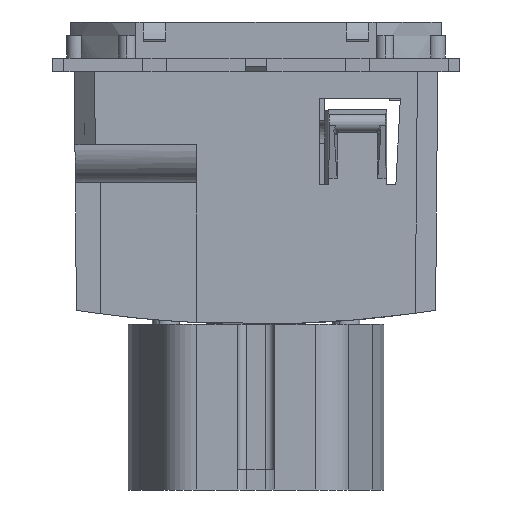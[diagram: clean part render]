
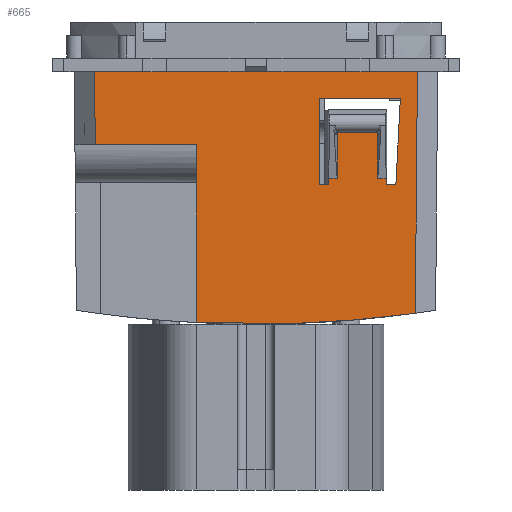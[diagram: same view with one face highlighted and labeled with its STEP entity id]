
A CAD part, front view. The second image highlights one B-rep face of the part: STEP entity #665.
In plain terms, the highlighted planar face has unit normal (0, -1, -0.009).
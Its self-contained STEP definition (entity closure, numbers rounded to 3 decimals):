
#491=AXIS2_PLACEMENT_3D('Plane Axis2P3D',#488,#489,#490) ;
#128=CARTESIAN_POINT('Vertex',(-17.829,-20.079,-8.1)) ;
#131=CARTESIAN_POINT('Line Origine',(-17.778,-20.028,-13.994)) ;
#135=CARTESIAN_POINT('Vertex',(-17.9,-20.15,0.)) ;
#177=CARTESIAN_POINT('Line Origine',(-9.55,-20.15,0.)) ;
#181=CARTESIAN_POINT('Vertex',(-1.2,-20.15,0.)) ;
#425=CARTESIAN_POINT('Line Origine',(-12.215,-20.079,-8.1)) ;
#429=CARTESIAN_POINT('Vertex',(-6.6,-20.079,-8.1)) ;
#488=CARTESIAN_POINT('Axis2P3D Location',(0.,-20.15,0.)) ;
#494=CARTESIAN_POINT('Control Point',(17.666,-19.916,-26.798)) ;
#495=CARTESIAN_POINT('Control Point',(17.9,-20.15,0.)) ;
#496=CARTESIAN_POINT('Vertex',(17.666,-19.916,-26.798)) ;
#498=CARTESIAN_POINT('Vertex',(17.9,-20.15,0.)) ;
#501=CARTESIAN_POINT('Line Origine',(0.,-20.15,0.)) ;
#505=CARTESIAN_POINT('Vertex',(1.2,-20.15,0.)) ;
#508=CARTESIAN_POINT('Line Origine',(1.2,-20.028,-13.994)) ;
#512=CARTESIAN_POINT('Vertex',(1.2,-20.15,0.012)) ;
#516=CARTESIAN_POINT('Control Point',(-1.2,-20.15,0.012)) ;
#517=CARTESIAN_POINT('Control Point',(1.2,-20.15,0.012)) ;
#518=CARTESIAN_POINT('Vertex',(-1.2,-20.15,0.012)) ;
#522=CARTESIAN_POINT('Control Point',(-1.2,-20.15,0.)) ;
#523=CARTESIAN_POINT('Control Point',(-1.2,-20.15,0.012)) ;
#525=CARTESIAN_POINT('Line Origine',(-6.6,-20.028,-13.994)) ;
#529=CARTESIAN_POINT('Vertex',(-6.6,-19.907,-27.833)) ;
#533=CARTESIAN_POINT('Control Point',(-6.6,-19.907,-27.833)) ;
#534=CARTESIAN_POINT('Control Point',(1.497,-19.904,-28.243)) ;
#535=CARTESIAN_POINT('Control Point',(9.633,-19.907,-27.896)) ;
#536=CARTESIAN_POINT('Control Point',(17.666,-19.916,-26.798)) ;
#551=CARTESIAN_POINT('Control Point',(9.,-20.089,-7.004)) ;
#552=CARTESIAN_POINT('Control Point',(9.,-20.09,-6.885)) ;
#553=CARTESIAN_POINT('Control Point',(9.068,-20.091,-6.764)) ;
#554=CARTESIAN_POINT('Control Point',(9.19,-20.091,-6.705)) ;
#555=CARTESIAN_POINT('Control Point',(9.31,-20.091,-6.705)) ;
#556=CARTESIAN_POINT('Vertex',(9.,-20.089,-7.004)) ;
#558=CARTESIAN_POINT('Vertex',(9.31,-20.091,-6.705)) ;
#561=CARTESIAN_POINT('Line Origine',(9.,-20.028,-13.994)) ;
#565=CARTESIAN_POINT('Vertex',(9.,-20.047,-11.82)) ;
#568=CARTESIAN_POINT('Line Origine',(0.,-20.047,-11.82)) ;
#572=CARTESIAN_POINT('Vertex',(8.067,-20.047,-11.82)) ;
#576=CARTESIAN_POINT('Control Point',(8.067,-20.041,-12.5)) ;
#577=CARTESIAN_POINT('Control Point',(8.067,-20.047,-11.82)) ;
#578=CARTESIAN_POINT('Vertex',(8.067,-20.041,-12.5)) ;
#581=CARTESIAN_POINT('Line Origine',(0.,-20.041,-12.5)) ;
#585=CARTESIAN_POINT('Vertex',(6.99,-20.041,-12.5)) ;
#588=CARTESIAN_POINT('Line Origine',(6.99,-20.028,-13.994)) ;
#592=CARTESIAN_POINT('Vertex',(6.99,-20.124,-3.)) ;
#595=CARTESIAN_POINT('Line Origine',(0.,-20.124,-3.)) ;
#599=CARTESIAN_POINT('Vertex',(16.008,-20.124,-3.)) ;
#603=CARTESIAN_POINT('Control Point',(15.51,-20.041,-12.5)) ;
#604=CARTESIAN_POINT('Control Point',(16.008,-20.124,-3.)) ;
#605=CARTESIAN_POINT('Vertex',(15.51,-20.041,-12.5)) ;
#608=CARTESIAN_POINT('Line Origine',(0.,-20.041,-12.5)) ;
#612=CARTESIAN_POINT('Vertex',(14.433,-20.041,-12.5)) ;
#616=CARTESIAN_POINT('Control Point',(14.433,-20.041,-12.5)) ;
#617=CARTESIAN_POINT('Control Point',(14.433,-20.047,-11.82)) ;
#618=CARTESIAN_POINT('Vertex',(14.433,-20.047,-11.82)) ;
#621=CARTESIAN_POINT('Line Origine',(0.,-20.047,-11.82)) ;
#625=CARTESIAN_POINT('Vertex',(13.5,-20.047,-11.82)) ;
#628=CARTESIAN_POINT('Line Origine',(13.5,-20.028,-13.994)) ;
#632=CARTESIAN_POINT('Vertex',(13.5,-20.089,-7.004)) ;
#636=CARTESIAN_POINT('Control Point',(13.5,-20.089,-7.004)) ;
#637=CARTESIAN_POINT('Control Point',(13.5,-20.09,-6.885)) ;
#638=CARTESIAN_POINT('Control Point',(13.432,-20.091,-6.764)) ;
#639=CARTESIAN_POINT('Control Point',(13.31,-20.091,-6.705)) ;
#640=CARTESIAN_POINT('Control Point',(13.19,-20.091,-6.705)) ;
#641=CARTESIAN_POINT('Vertex',(13.19,-20.091,-6.705)) ;
#644=CARTESIAN_POINT('Line Origine',(0.,-20.091,-6.705)) ;
#132=DIRECTION('Vector Direction',(0.009,0.009,-1.)) ;
#178=DIRECTION('Vector Direction',(-1.,0.,0.)) ;
#426=DIRECTION('Vector Direction',(-1.,0.,0.)) ;
#489=DIRECTION('Axis2P3D Direction',(0.,-1.,-0.009)) ;
#490=DIRECTION('Axis2P3D XDirection',(1.,0.,0.)) ;
#502=DIRECTION('Vector Direction',(1.,0.,0.)) ;
#509=DIRECTION('Vector Direction',(0.,-0.009,1.)) ;
#526=DIRECTION('Vector Direction',(0.,-0.009,1.)) ;
#562=DIRECTION('Vector Direction',(0.,-0.009,1.)) ;
#569=DIRECTION('Vector Direction',(1.,0.,0.)) ;
#582=DIRECTION('Vector Direction',(1.,0.,0.)) ;
#589=DIRECTION('Vector Direction',(0.,-0.009,1.)) ;
#596=DIRECTION('Vector Direction',(1.,0.,0.)) ;
#609=DIRECTION('Vector Direction',(1.,0.,0.)) ;
#622=DIRECTION('Vector Direction',(1.,0.,0.)) ;
#629=DIRECTION('Vector Direction',(0.,-0.009,1.)) ;
#645=DIRECTION('Vector Direction',(1.,0.,0.)) ;
#133=VECTOR('Line Direction',#132,1.) ;
#179=VECTOR('Line Direction',#178,1.) ;
#427=VECTOR('Line Direction',#426,1.) ;
#503=VECTOR('Line Direction',#502,1.) ;
#510=VECTOR('Line Direction',#509,1.) ;
#527=VECTOR('Line Direction',#526,1.) ;
#563=VECTOR('Line Direction',#562,1.) ;
#570=VECTOR('Line Direction',#569,1.) ;
#583=VECTOR('Line Direction',#582,1.) ;
#590=VECTOR('Line Direction',#589,1.) ;
#597=VECTOR('Line Direction',#596,1.) ;
#610=VECTOR('Line Direction',#609,1.) ;
#623=VECTOR('Line Direction',#622,1.) ;
#630=VECTOR('Line Direction',#629,1.) ;
#646=VECTOR('Line Direction',#645,1.) ;
#539=ORIENTED_EDGE('',*,*,#500,.T.) ;
#540=ORIENTED_EDGE('',*,*,#507,.T.) ;
#541=ORIENTED_EDGE('',*,*,#514,.F.) ;
#542=ORIENTED_EDGE('',*,*,#520,.F.) ;
#543=ORIENTED_EDGE('',*,*,#524,.F.) ;
#544=ORIENTED_EDGE('',*,*,#183,.T.) ;
#545=ORIENTED_EDGE('',*,*,#137,.T.) ;
#546=ORIENTED_EDGE('',*,*,#431,.F.) ;
#547=ORIENTED_EDGE('',*,*,#531,.F.) ;
#548=ORIENTED_EDGE('',*,*,#537,.T.) ;
#650=ORIENTED_EDGE('',*,*,#560,.F.) ;
#651=ORIENTED_EDGE('',*,*,#567,.F.) ;
#652=ORIENTED_EDGE('',*,*,#574,.T.) ;
#653=ORIENTED_EDGE('',*,*,#580,.F.) ;
#654=ORIENTED_EDGE('',*,*,#587,.F.) ;
#655=ORIENTED_EDGE('',*,*,#594,.F.) ;
#656=ORIENTED_EDGE('',*,*,#601,.F.) ;
#657=ORIENTED_EDGE('',*,*,#607,.F.) ;
#658=ORIENTED_EDGE('',*,*,#614,.F.) ;
#659=ORIENTED_EDGE('',*,*,#620,.F.) ;
#660=ORIENTED_EDGE('',*,*,#627,.F.) ;
#661=ORIENTED_EDGE('',*,*,#634,.F.) ;
#662=ORIENTED_EDGE('',*,*,#643,.F.) ;
#663=ORIENTED_EDGE('',*,*,#648,.F.) ;
#664=FACE_BOUND('',#649,.T.) ;
#665=ADVANCED_FACE('0090R65.1\\Corps principal',(#549,#664),#492,.T.) ;
#493=B_SPLINE_CURVE_WITH_KNOTS('',1,(#494,#495),.UNSPECIFIED.,.F.,.U.,(2,2),(-12.805,13.995),.UNSPECIFIED.) ;
#515=B_SPLINE_CURVE_WITH_KNOTS('',1,(#516,#517),.UNSPECIFIED.,.F.,.U.,(2,2),(-1.2,1.2),.UNSPECIFIED.) ;
#521=B_SPLINE_CURVE_WITH_KNOTS('',1,(#522,#523),.UNSPECIFIED.,.F.,.U.,(2,2),(-0.006,0.006),.UNSPECIFIED.) ;
#532=B_SPLINE_CURVE_WITH_KNOTS('',3,(#533,#534,#535,#536),.UNSPECIFIED.,.F.,.U.,(4,4),(16.057,50.455),.UNSPECIFIED.) ;
#550=B_SPLINE_CURVE_WITH_KNOTS('',4,(#551,#552,#553,#554,#555),.UNSPECIFIED.,.F.,.U.,(5,5),(0.,0.675),.UNSPECIFIED.) ;
#575=B_SPLINE_CURVE_WITH_KNOTS('',1,(#576,#577),.UNSPECIFIED.,.F.,.U.,(2,2),(-0.34,0.34),.UNSPECIFIED.) ;
#602=B_SPLINE_CURVE_WITH_KNOTS('',1,(#603,#604),.UNSPECIFIED.,.F.,.U.,(2,2),(4.367,13.881),.UNSPECIFIED.) ;
#615=B_SPLINE_CURVE_WITH_KNOTS('',1,(#616,#617),.UNSPECIFIED.,.F.,.U.,(2,2),(-2.898,-2.217),.UNSPECIFIED.) ;
#635=B_SPLINE_CURVE_WITH_KNOTS('',4,(#636,#637,#638,#639,#640),.UNSPECIFIED.,.F.,.U.,(5,5),(0.,0.675),.UNSPECIFIED.) ;
#137=EDGE_CURVE('',#136,#129,#134,.T.) ;
#183=EDGE_CURVE('',#182,#136,#180,.T.) ;
#431=EDGE_CURVE('',#430,#129,#428,.T.) ;
#500=EDGE_CURVE('',#497,#499,#493,.T.) ;
#507=EDGE_CURVE('',#499,#506,#504,.F.) ;
#514=EDGE_CURVE('',#513,#506,#511,.F.) ;
#520=EDGE_CURVE('',#519,#513,#515,.T.) ;
#524=EDGE_CURVE('',#182,#519,#521,.T.) ;
#531=EDGE_CURVE('',#530,#430,#528,.T.) ;
#537=EDGE_CURVE('',#530,#497,#532,.T.) ;
#560=EDGE_CURVE('',#557,#559,#550,.T.) ;
#567=EDGE_CURVE('',#566,#557,#564,.T.) ;
#574=EDGE_CURVE('',#566,#573,#571,.F.) ;
#580=EDGE_CURVE('',#579,#573,#575,.T.) ;
#587=EDGE_CURVE('',#586,#579,#584,.T.) ;
#594=EDGE_CURVE('',#593,#586,#591,.F.) ;
#601=EDGE_CURVE('',#600,#593,#598,.F.) ;
#607=EDGE_CURVE('',#606,#600,#602,.T.) ;
#614=EDGE_CURVE('',#613,#606,#611,.T.) ;
#620=EDGE_CURVE('',#619,#613,#615,.F.) ;
#627=EDGE_CURVE('',#626,#619,#624,.T.) ;
#634=EDGE_CURVE('',#633,#626,#631,.F.) ;
#643=EDGE_CURVE('',#642,#633,#635,.F.) ;
#648=EDGE_CURVE('',#559,#642,#647,.T.) ;
#538=EDGE_LOOP('',(#539,#540,#541,#542,#543,#544,#545,#546,#547,#548)) ;
#649=EDGE_LOOP('',(#650,#651,#652,#653,#654,#655,#656,#657,#658,#659,#660,#661,#662,#663)) ;
#549=FACE_OUTER_BOUND('',#538,.T.) ;
#134=LINE('Line',#131,#133) ;
#180=LINE('Line',#177,#179) ;
#428=LINE('Line',#425,#427) ;
#504=LINE('Line',#501,#503) ;
#511=LINE('Line',#508,#510) ;
#528=LINE('Line',#525,#527) ;
#564=LINE('Line',#561,#563) ;
#571=LINE('Line',#568,#570) ;
#584=LINE('Line',#581,#583) ;
#591=LINE('Line',#588,#590) ;
#598=LINE('Line',#595,#597) ;
#611=LINE('Line',#608,#610) ;
#624=LINE('Line',#621,#623) ;
#631=LINE('Line',#628,#630) ;
#647=LINE('Line',#644,#646) ;
#492=PLANE('',#491) ;
#129=VERTEX_POINT('',#128) ;
#136=VERTEX_POINT('',#135) ;
#182=VERTEX_POINT('',#181) ;
#430=VERTEX_POINT('',#429) ;
#497=VERTEX_POINT('',#496) ;
#499=VERTEX_POINT('',#498) ;
#506=VERTEX_POINT('',#505) ;
#513=VERTEX_POINT('',#512) ;
#519=VERTEX_POINT('',#518) ;
#530=VERTEX_POINT('',#529) ;
#557=VERTEX_POINT('',#556) ;
#559=VERTEX_POINT('',#558) ;
#566=VERTEX_POINT('',#565) ;
#573=VERTEX_POINT('',#572) ;
#579=VERTEX_POINT('',#578) ;
#586=VERTEX_POINT('',#585) ;
#593=VERTEX_POINT('',#592) ;
#600=VERTEX_POINT('',#599) ;
#606=VERTEX_POINT('',#605) ;
#613=VERTEX_POINT('',#612) ;
#619=VERTEX_POINT('',#618) ;
#626=VERTEX_POINT('',#625) ;
#633=VERTEX_POINT('',#632) ;
#642=VERTEX_POINT('',#641) ;
